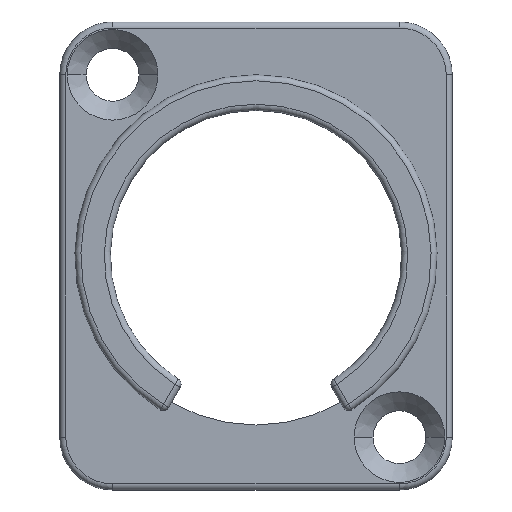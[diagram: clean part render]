
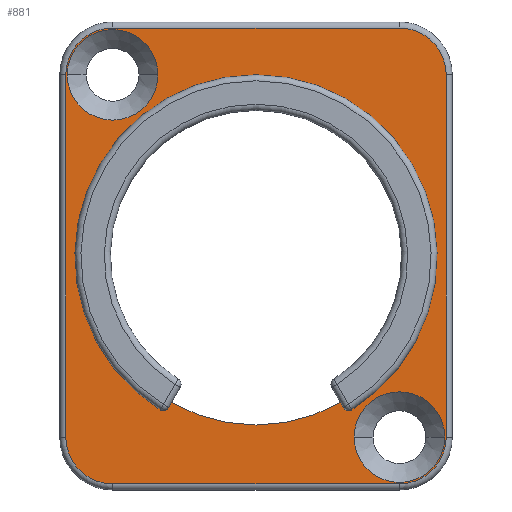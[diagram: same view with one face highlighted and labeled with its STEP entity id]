
A CAD part, top view. The second image highlights one B-rep face of the part: STEP entity #881.
In plain terms, the highlighted planar face has unit normal (0, 0, 1).
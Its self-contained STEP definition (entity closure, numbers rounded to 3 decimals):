
#29=DIRECTION('',(0.5,0.866,0.));
#30=VECTOR('',#29,0.393);
#31=CARTESIAN_POINT('',(-5.797,-10.04,2.));
#32=LINE('',#31,#30);
#33=CARTESIAN_POINT('',(-6.143,-9.84,2.));
#34=DIRECTION('',(0.,0.,-1.));
#35=DIRECTION('',(0.866,-0.5,0.));
#36=AXIS2_PLACEMENT_3D('',#33,#34,#35);
#47=CARTESIAN_POINT('',(0.,0.,2.));
#48=DIRECTION('',(0.,0.,-1.));
#49=DIRECTION('',(-0.53,-0.848,0.));
#50=AXIS2_PLACEMENT_3D('',#47,#48,#49);
#106=DIRECTION('',(-0.5,0.866,0.));
#107=VECTOR('',#106,0.393);
#108=CARTESIAN_POINT('',(5.797,-10.04,2.));
#109=LINE('',#108,#107);
#134=CARTESIAN_POINT('',(6.143,-9.84,2.));
#135=DIRECTION('',(0.,0.,-1.));
#136=DIRECTION('',(0.53,-0.848,0.));
#137=AXIS2_PLACEMENT_3D('',#134,#135,#136);
#169=CARTESIAN_POINT('',(9.5,-12.,2.));
#170=DIRECTION('',(0.,0.,-1.));
#171=DIRECTION('',(1.,0.,0.));
#172=AXIS2_PLACEMENT_3D('',#169,#170,#171);
#174=CARTESIAN_POINT('',(9.5,-12.,2.));
#175=DIRECTION('',(0.,0.,-1.));
#176=DIRECTION('',(-1.,0.,0.));
#177=AXIS2_PLACEMENT_3D('',#174,#175,#176);
#179=CARTESIAN_POINT('',(-9.5,12.,2.));
#180=DIRECTION('',(0.,0.,-1.));
#181=DIRECTION('',(1.,0.,0.));
#182=AXIS2_PLACEMENT_3D('',#179,#180,#181);
#184=CARTESIAN_POINT('',(-9.5,12.,2.));
#185=DIRECTION('',(0.,0.,-1.));
#186=DIRECTION('',(-1.,0.,0.));
#187=AXIS2_PLACEMENT_3D('',#184,#185,#186);
#189=CARTESIAN_POINT('',(9.5,-12.,2.));
#190=DIRECTION('',(0.,0.,1.));
#191=DIRECTION('',(0.,-1.,0.));
#192=AXIS2_PLACEMENT_3D('',#189,#190,#191);
#194=DIRECTION('',(1.,0.,0.));
#195=VECTOR('',#194,19.);
#196=CARTESIAN_POINT('',(-9.5,-15.1,2.));
#197=LINE('',#196,#195);
#198=CARTESIAN_POINT('',(-9.5,-12.,2.));
#199=DIRECTION('',(0.,0.,1.));
#200=DIRECTION('',(-1.,0.,0.));
#201=AXIS2_PLACEMENT_3D('',#198,#199,#200);
#203=DIRECTION('',(0.,-1.,0.));
#204=VECTOR('',#203,24.);
#205=CARTESIAN_POINT('',(-12.6,12.,2.));
#206=LINE('',#205,#204);
#207=CARTESIAN_POINT('',(-9.5,12.,2.));
#208=DIRECTION('',(0.,0.,1.));
#209=DIRECTION('',(0.,1.,0.));
#210=AXIS2_PLACEMENT_3D('',#207,#208,#209);
#212=DIRECTION('',(-1.,0.,0.));
#213=VECTOR('',#212,19.);
#214=CARTESIAN_POINT('',(9.5,15.1,2.));
#215=LINE('',#214,#213);
#216=CARTESIAN_POINT('',(9.5,12.,2.));
#217=DIRECTION('',(0.,0.,1.));
#218=DIRECTION('',(1.,0.,0.));
#219=AXIS2_PLACEMENT_3D('',#216,#217,#218);
#221=DIRECTION('',(0.,1.,0.));
#222=VECTOR('',#221,24.);
#223=CARTESIAN_POINT('',(12.6,-12.,2.));
#224=LINE('',#223,#222);
#225=CARTESIAN_POINT('',(0.,0.,2.));
#226=DIRECTION('',(0.,0.,-1.));
#227=DIRECTION('',(0.5,-0.866,0.));
#228=AXIS2_PLACEMENT_3D('',#225,#226,#227);
#540=CARTESIAN_POINT('',(-5.6,-9.699,2.));
#542=VERTEX_POINT('',#540);
#544=CARTESIAN_POINT('',(5.6,-9.699,2.));
#546=VERTEX_POINT('',#544);
#547=CARTESIAN_POINT('',(12.5,-12.,2.));
#548=CARTESIAN_POINT('',(6.5,-12.,2.));
#549=VERTEX_POINT('',#547);
#550=VERTEX_POINT('',#548);
#555=CARTESIAN_POINT('',(-6.5,12.,2.));
#556=CARTESIAN_POINT('',(-12.5,12.,2.));
#557=VERTEX_POINT('',#555);
#558=VERTEX_POINT('',#556);
#563=CARTESIAN_POINT('',(9.5,-15.1,2.));
#564=CARTESIAN_POINT('',(12.6,-12.,2.));
#565=VERTEX_POINT('',#563);
#566=VERTEX_POINT('',#564);
#571=CARTESIAN_POINT('',(12.6,12.,2.));
#572=VERTEX_POINT('',#571);
#575=CARTESIAN_POINT('',(9.5,15.1,2.));
#576=VERTEX_POINT('',#575);
#579=CARTESIAN_POINT('',(-9.5,15.1,2.));
#580=VERTEX_POINT('',#579);
#583=CARTESIAN_POINT('',(-12.6,12.,2.));
#584=VERTEX_POINT('',#583);
#587=CARTESIAN_POINT('',(-12.6,-12.,2.));
#588=VERTEX_POINT('',#587);
#591=CARTESIAN_POINT('',(-9.5,-15.1,2.));
#592=VERTEX_POINT('',#591);
#595=CARTESIAN_POINT('',(5.797,-10.04,2.));
#597=VERTEX_POINT('',#595);
#599=CARTESIAN_POINT('',(6.355,-10.179,2.));
#600=VERTEX_POINT('',#599);
#601=CARTESIAN_POINT('',(-6.355,-10.179,2.));
#602=VERTEX_POINT('',#601);
#604=CARTESIAN_POINT('',(-5.797,-10.04,2.));
#606=VERTEX_POINT('',#604);
#837=CARTESIAN_POINT('',(0.,0.,2.));
#838=DIRECTION('',(0.,0.,-1.));
#839=DIRECTION('',(0.5,0.866,0.));
#840=AXIS2_PLACEMENT_3D('',#837,#838,#839);
#841=PLANE('',#840);
#843=ORIENTED_EDGE('',*,*,#842,.F.);
#845=ORIENTED_EDGE('',*,*,#844,.F.);
#847=ORIENTED_EDGE('',*,*,#846,.F.);
#849=ORIENTED_EDGE('',*,*,#848,.F.);
#851=ORIENTED_EDGE('',*,*,#850,.F.);
#853=ORIENTED_EDGE('',*,*,#852,.F.);
#855=ORIENTED_EDGE('',*,*,#854,.F.);
#857=ORIENTED_EDGE('',*,*,#856,.F.);
#858=EDGE_LOOP('',(#843,#845,#847,#849,#851,#853,#855,#857));
#859=FACE_OUTER_BOUND('',#858,.F.);
#861=ORIENTED_EDGE('',*,*,#860,.F.);
#863=ORIENTED_EDGE('',*,*,#862,.F.);
#864=EDGE_LOOP('',(#861,#863));
#865=FACE_BOUND('',#864,.F.);
#867=ORIENTED_EDGE('',*,*,#866,.F.);
#869=ORIENTED_EDGE('',*,*,#868,.F.);
#870=EDGE_LOOP('',(#867,#869));
#871=FACE_BOUND('',#870,.F.);
#872=ORIENTED_EDGE('',*,*,#772,.F.);
#873=ORIENTED_EDGE('',*,*,#796,.F.);
#874=ORIENTED_EDGE('',*,*,#666,.F.);
#875=ORIENTED_EDGE('',*,*,#653,.F.);
#876=ORIENTED_EDGE('',*,*,#638,.T.);
#878=ORIENTED_EDGE('',*,*,#877,.F.);
#879=EDGE_LOOP('',(#872,#873,#874,#875,#876,#878));
#880=FACE_BOUND('',#879,.F.);
#881=ADVANCED_FACE('',(#859,#865,#871,#880),#841,.F.);
#37=CIRCLE('',#36,0.4);
#51=CIRCLE('',#50,12.);
#138=CIRCLE('',#137,0.4);
#173=CIRCLE('',#172,3.);
#178=CIRCLE('',#177,3.);
#183=CIRCLE('',#182,3.);
#188=CIRCLE('',#187,3.);
#193=CIRCLE('',#192,3.1);
#202=CIRCLE('',#201,3.1);
#211=CIRCLE('',#210,3.1);
#220=CIRCLE('',#219,3.1);
#229=CIRCLE('',#228,11.2);
#638=EDGE_CURVE('',#606,#542,#32,.T.);
#653=EDGE_CURVE('',#606,#602,#37,.T.);
#666=EDGE_CURVE('',#602,#600,#51,.T.);
#772=EDGE_CURVE('',#597,#546,#109,.T.);
#796=EDGE_CURVE('',#600,#597,#138,.T.);
#842=EDGE_CURVE('',#565,#566,#193,.T.);
#844=EDGE_CURVE('',#592,#565,#197,.T.);
#846=EDGE_CURVE('',#588,#592,#202,.T.);
#848=EDGE_CURVE('',#584,#588,#206,.T.);
#850=EDGE_CURVE('',#580,#584,#211,.T.);
#852=EDGE_CURVE('',#576,#580,#215,.T.);
#854=EDGE_CURVE('',#572,#576,#220,.T.);
#856=EDGE_CURVE('',#566,#572,#224,.T.);
#860=EDGE_CURVE('',#549,#550,#173,.T.);
#862=EDGE_CURVE('',#550,#549,#178,.T.);
#866=EDGE_CURVE('',#557,#558,#183,.T.);
#868=EDGE_CURVE('',#558,#557,#188,.T.);
#877=EDGE_CURVE('',#546,#542,#229,.T.);
